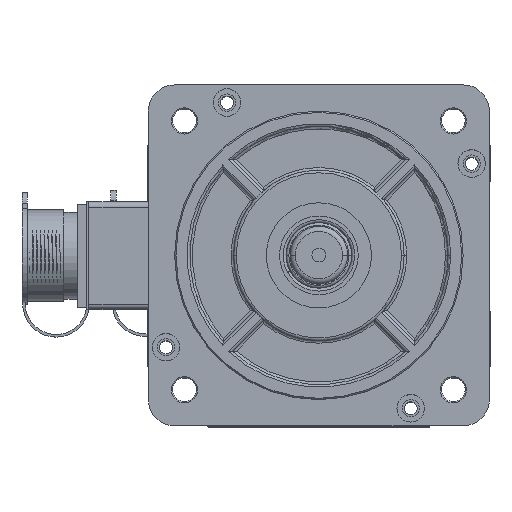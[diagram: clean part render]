
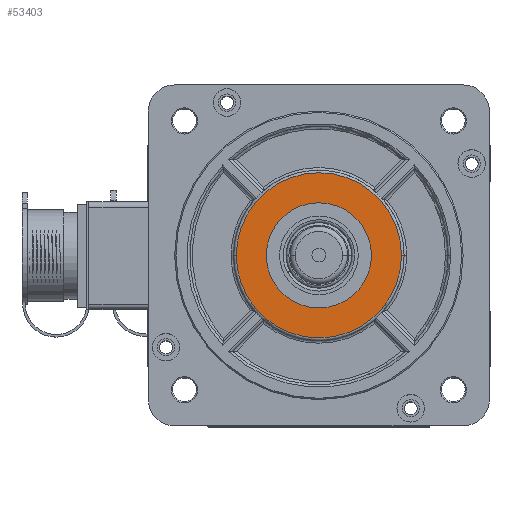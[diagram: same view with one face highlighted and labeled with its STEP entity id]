
A CAD part, top view. The second image highlights one B-rep face of the part: STEP entity #53403.
In plain terms, the highlighted planar face has unit normal (0, 0, 1).
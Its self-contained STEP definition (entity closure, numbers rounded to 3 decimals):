
#3240 = CIRCLE ( 'NONE', #42537, 31.5 ) ;
#4040 = DIRECTION ( 'NONE',  ( 0., 0., 1. ) ) ;
#4312 = AXIS2_PLACEMENT_3D ( 'NONE', #46205, #5696, #53023 ) ;
#5696 = DIRECTION ( 'NONE',  ( 0., 0., 1. ) ) ;
#7581 = EDGE_CURVE ( 'NONE', #47690, #71485, #60979, .T. ) ;
#10554 = CIRCLE ( 'NONE', #87662, 20.05 ) ;
#12847 = FACE_OUTER_BOUND ( 'NONE', #55838, .T. ) ;
#12885 = CARTESIAN_POINT ( 'NONE',  ( -31.5, 0., 18.5 ) ) ;
#15536 = EDGE_LOOP ( 'NONE', ( #73983, #81508 ) ) ;
#20689 = DIRECTION ( 'NONE',  ( 0., 0., 1. ) ) ;
#21871 = DIRECTION ( 'NONE',  ( 0., 0., 1. ) ) ;
#26392 = VERTEX_POINT ( 'NONE', #45153 ) ;
#28374 = ORIENTED_EDGE ( 'NONE', *, *, #31408, .T. ) ;
#31408 = EDGE_CURVE ( 'NONE', #38755, #26392, #75796, .T. ) ;
#31789 = CARTESIAN_POINT ( 'NONE',  ( 20.05, 0., 18.5 ) ) ;
#38755 = VERTEX_POINT ( 'NONE', #12885 ) ;
#39166 = CARTESIAN_POINT ( 'NONE',  ( 0., 0., 18.5 ) ) ;
#42537 = AXIS2_PLACEMENT_3D ( 'NONE', #62397, #21871, #69172 ) ;
#44542 = CARTESIAN_POINT ( 'NONE',  ( 0., 0., 18.5 ) ) ;
#45153 = CARTESIAN_POINT ( 'NONE',  ( 31.5, 0., 18.5 ) ) ;
#45935 = DIRECTION ( 'NONE',  ( 1., 0., 0. ) ) ;
#46205 = CARTESIAN_POINT ( 'NONE',  ( 0., 0., 18.5 ) ) ;
#47690 = VERTEX_POINT ( 'NONE', #69967 ) ;
#51345 = DIRECTION ( 'NONE',  ( 1., 0., 0. ) ) ;
#53023 = DIRECTION ( 'NONE',  ( 1., 0., 0. ) ) ;
#53403 = ADVANCED_FACE ( 'NONE', ( #82739, #12847 ), #61178, .T. ) ;
#54394 = EDGE_CURVE ( 'NONE', #71485, #47690, #10554, .T. ) ;
#55476 = ORIENTED_EDGE ( 'NONE', *, *, #74849, .T. ) ;
#55838 = EDGE_LOOP ( 'NONE', ( #55476, #28374 ) ) ;
#59471 = AXIS2_PLACEMENT_3D ( 'NONE', #44542, #4040, #51345 ) ;
#60979 = CIRCLE ( 'NONE', #59471, 20.05 ) ;
#61178 = PLANE ( 'NONE',  #74533 ) ;
#62397 = CARTESIAN_POINT ( 'NONE',  ( 0., 0., 18.5 ) ) ;
#67984 = DIRECTION ( 'NONE',  ( 1., 0., 0. ) ) ;
#69172 = DIRECTION ( 'NONE',  ( 1., 0., 0. ) ) ;
#69967 = CARTESIAN_POINT ( 'NONE',  ( -20.05, 0., 18.5 ) ) ;
#71485 = VERTEX_POINT ( 'NONE', #31789 ) ;
#73983 = ORIENTED_EDGE ( 'NONE', *, *, #54394, .F. ) ;
#74533 = AXIS2_PLACEMENT_3D ( 'NONE', #87912, #20689, #67984 ) ;
#74849 = EDGE_CURVE ( 'NONE', #26392, #38755, #3240, .T. ) ;
#75796 = CIRCLE ( 'NONE', #4312, 31.5 ) ;
#81508 = ORIENTED_EDGE ( 'NONE', *, *, #7581, .F. ) ;
#82739 = FACE_BOUND ( 'NONE', #15536, .T. ) ;
#86564 = DIRECTION ( 'NONE',  ( 0., 0., 1. ) ) ;
#87662 = AXIS2_PLACEMENT_3D ( 'NONE', #39166, #86564, #45935 ) ;
#87912 = CARTESIAN_POINT ( 'NONE',  ( 0., 0., 18.5 ) ) ;
